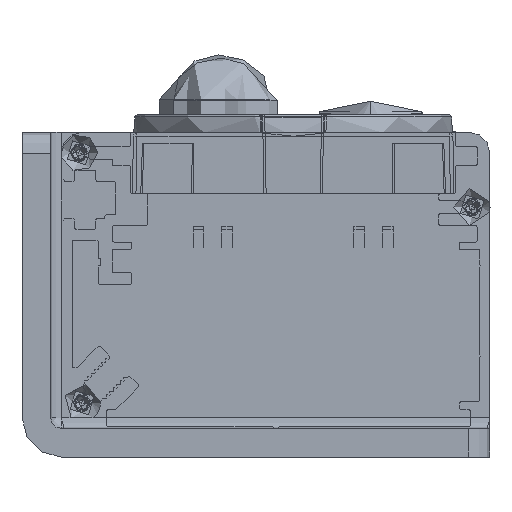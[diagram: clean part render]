
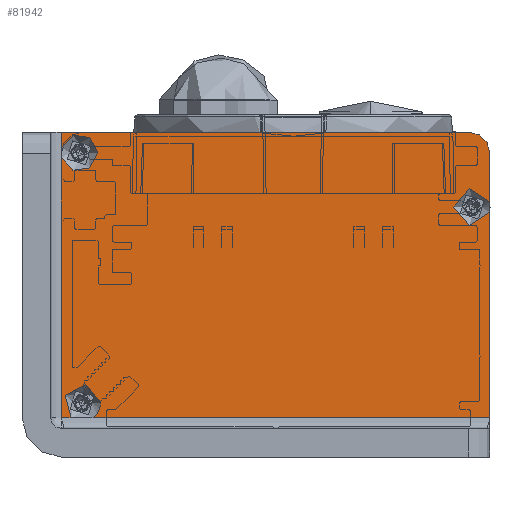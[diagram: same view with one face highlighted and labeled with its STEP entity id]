
A CAD part, front view. The second image highlights one B-rep face of the part: STEP entity #81942.
In plain terms, the highlighted face is planar.
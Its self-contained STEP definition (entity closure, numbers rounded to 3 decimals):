
#4512=CIRCLE('',#87507,2.6);
#4513=CIRCLE('',#87508,2.6);
#4514=CIRCLE('',#87509,3.);
#4515=CIRCLE('',#87510,2.6);
#7585=FACE_OUTER_BOUND('',#12096,.T.);
#12096=EDGE_LOOP('',(#66603,#66604,#66605,#66606,#66607,#66608,#66609,#66610,
#66611,#66612,#66613));
#19459=LINE('',#141531,#28815);
#19461=LINE('',#141535,#28817);
#19462=LINE('',#141538,#28818);
#19463=LINE('',#141542,#28819);
#19464=LINE('',#141544,#28820);
#19465=LINE('',#141548,#28821);
#19466=LINE('',#141551,#28822);
#28815=VECTOR('',#102536,2.186);
#28817=VECTOR('',#102540,36.386);
#28818=VECTOR('',#102543,1.38);
#28819=VECTOR('',#102546,55.56);
#28820=VECTOR('',#102547,28.786);
#28821=VECTOR('',#102550,6.786);
#28822=VECTOR('',#102553,57.);
#37540=VERTEX_POINT('',#141503);
#37543=VERTEX_POINT('',#141521);
#37544=VERTEX_POINT('',#141522);
#37545=VERTEX_POINT('',#141530);
#37547=VERTEX_POINT('',#141537);
#37548=VERTEX_POINT('',#141539);
#37549=VERTEX_POINT('',#141541);
#37550=VERTEX_POINT('',#141543);
#37551=VERTEX_POINT('',#141545);
#37552=VERTEX_POINT('',#141547);
#37553=VERTEX_POINT('',#141549);
#47741=EDGE_CURVE('',#37543,#37545,#19459,.T.);
#47744=EDGE_CURVE('',#37540,#37544,#19461,.T.);
#47745=EDGE_CURVE('',#37547,#37540,#19462,.T.);
#47746=EDGE_CURVE('',#37547,#37548,#4512,.T.);
#47747=EDGE_CURVE('',#37549,#37548,#19463,.T.);
#47748=EDGE_CURVE('',#37549,#37550,#19464,.F.);
#47749=EDGE_CURVE('',#37550,#37551,#4513,.T.);
#47750=EDGE_CURVE('',#37551,#37552,#19465,.F.);
#47751=EDGE_CURVE('',#37553,#37552,#4514,.T.);
#47752=EDGE_CURVE('',#37553,#37545,#19466,.F.);
#47753=EDGE_CURVE('',#37543,#37544,#4515,.T.);
#66603=ORIENTED_EDGE('',*,*,#47744,.F.);
#66604=ORIENTED_EDGE('',*,*,#47745,.F.);
#66605=ORIENTED_EDGE('',*,*,#47746,.T.);
#66606=ORIENTED_EDGE('',*,*,#47747,.F.);
#66607=ORIENTED_EDGE('',*,*,#47748,.T.);
#66608=ORIENTED_EDGE('',*,*,#47749,.T.);
#66609=ORIENTED_EDGE('',*,*,#47750,.T.);
#66610=ORIENTED_EDGE('',*,*,#47751,.F.);
#66611=ORIENTED_EDGE('',*,*,#47752,.T.);
#66612=ORIENTED_EDGE('',*,*,#47741,.F.);
#66613=ORIENTED_EDGE('',*,*,#47753,.T.);
#77891=PLANE('',#87506);
#81942=ADVANCED_FACE('',(#7585),#77891,.F.);
#87506=AXIS2_PLACEMENT_3D('',#141536,#102541,#102542);
#87507=AXIS2_PLACEMENT_3D('',#141540,#102544,#102545);
#87508=AXIS2_PLACEMENT_3D('',#141546,#102548,#102549);
#87509=AXIS2_PLACEMENT_3D('',#141550,#102551,#102552);
#87510=AXIS2_PLACEMENT_3D('',#141552,#102554,#102555);
#102536=DIRECTION('',(0.,1.,0.));
#102540=DIRECTION('',(0.,1.,0.));
#102541=DIRECTION('center_axis',(0.,0.,1.));
#102542=DIRECTION('ref_axis',(1.,0.,0.));
#102543=DIRECTION('',(1.,0.,0.));
#102544=DIRECTION('center_axis',(0.,0.,1.));
#102545=DIRECTION('ref_axis',(-1.,0.,0.));
#102546=DIRECTION('',(1.,0.,0.));
#102547=DIRECTION('',(0.,-1.,0.));
#102548=DIRECTION('center_axis',(0.,0.,1.));
#102549=DIRECTION('ref_axis',(-1.,0.,0.));
#102550=DIRECTION('',(0.,-1.,0.));
#102551=DIRECTION('center_axis',(0.,0.,1.));
#102552=DIRECTION('ref_axis',(-0.707,0.707,0.));
#102553=DIRECTION('',(-1.,0.,0.));
#102554=DIRECTION('center_axis',(0.,0.,1.));
#102555=DIRECTION('ref_axis',(-1.,0.,0.));
#141503=CARTESIAN_POINT('',(30.,3.,-0.5));
#141521=CARTESIAN_POINT('',(30.,40.814,-0.5));
#141522=CARTESIAN_POINT('',(30.,39.386,-0.5));
#141530=CARTESIAN_POINT('',(30.,43.,-0.5));
#141531=CARTESIAN_POINT('',(30.,22.25,-0.5));
#141535=CARTESIAN_POINT('',(30.,22.25,-0.5));
#141536=CARTESIAN_POINT('Origin',(0.,21.5,-0.5));
#141537=CARTESIAN_POINT('',(28.62,3.,-0.5));
#141538=CARTESIAN_POINT('',(0.,3.,-0.5));
#141539=CARTESIAN_POINT('',(25.56,3.,-0.5));
#141540=CARTESIAN_POINT('Origin',(27.09,5.102,-0.5));
#141541=CARTESIAN_POINT('',(-30.,3.,-0.5));
#141542=CARTESIAN_POINT('',(0.,3.,-0.5));
#141543=CARTESIAN_POINT('',(-30.,31.786,-0.5));
#141544=CARTESIAN_POINT('',(-30.,10.75,-0.5));
#141545=CARTESIAN_POINT('',(-30.,33.214,-0.5));
#141546=CARTESIAN_POINT('Origin',(-27.5,32.5,-0.5));
#141547=CARTESIAN_POINT('',(-30.,40.,-0.5));
#141548=CARTESIAN_POINT('',(-30.,10.75,-0.5));
#141549=CARTESIAN_POINT('',(-27.,43.,-0.5));
#141550=CARTESIAN_POINT('Origin',(-27.,40.,-0.5));
#141551=CARTESIAN_POINT('',(15.75,43.,-0.5));
#141552=CARTESIAN_POINT('Origin',(27.5,40.1,-0.5));
